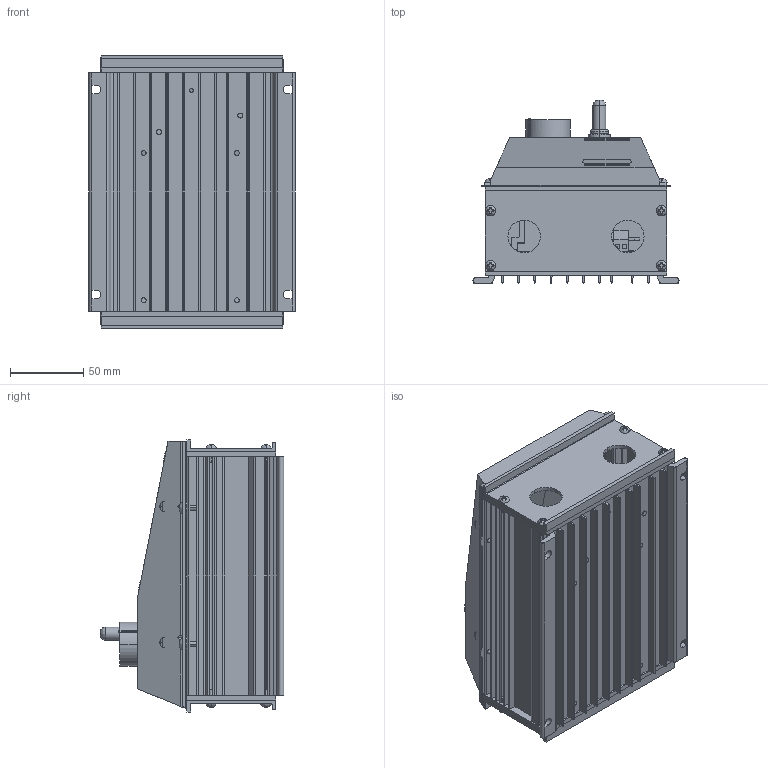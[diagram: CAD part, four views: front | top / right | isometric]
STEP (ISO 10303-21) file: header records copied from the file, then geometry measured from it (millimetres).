
FILE_DESCRIPTION (( 'STEP AP214' ), '1' );
FILE_NAME ('GSD1-24-15N4X-R.STEP', '2019-05-01T18:18:57', ( '' ), ( '' ), 'SwSTEP 2.0', 'SolidWorks 2017', '' );
FILE_SCHEMA (( 'AUTOMOTIVE_DESIGN' ));
Length unit declared in the file: inch
Products named in the file (1): GSD1-24-15N4X-R
Bounding box: 140.46 x 125.02 x 185.42 mm (x, y, z)
Volume: 518738.6 mm3; surface area: 359270.6 mm2
Topology: 77 solids, 85 shells, 2810 faces, 7494 edges, 4955 vertices
Faces by surface type: plane 1763, cylinder 897, bspline 140, cone 8, torus 2
Entity records: 99176 total; most frequent: CARTESIAN_POINT 23620, ORIENTED_EDGE 14988, DIRECTION 14213, EDGE_CURVE 7494, VECTOR 5129, LINE 5129, VERTEX_POINT 4955, AXIS2_PLACEMENT_3D 4542
